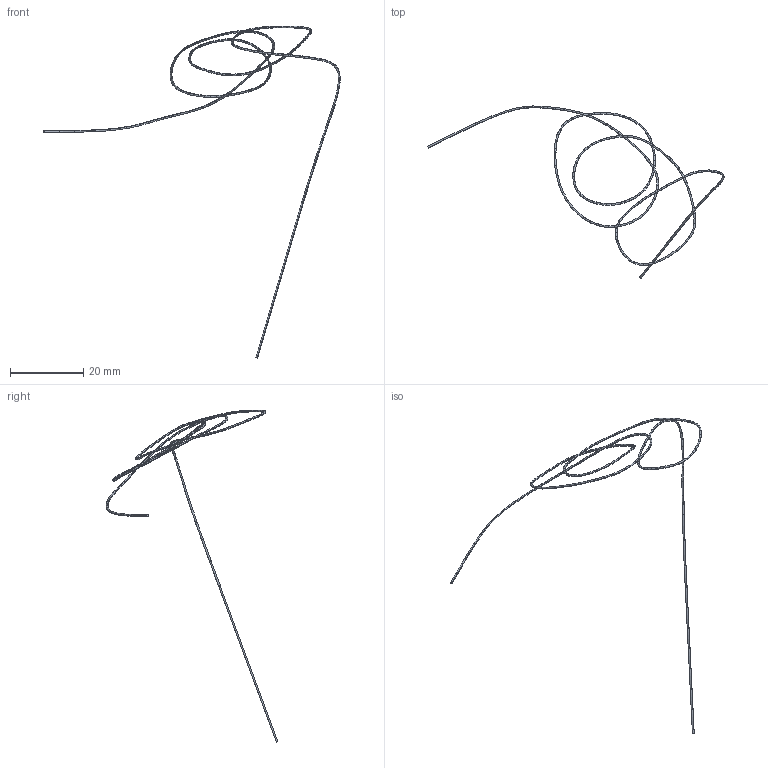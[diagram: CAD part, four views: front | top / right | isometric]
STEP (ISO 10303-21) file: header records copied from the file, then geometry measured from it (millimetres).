
FILE_DESCRIPTION(('STEP AP214'),'1');
FILE_NAME('Adult_DBS_10_Lead_Left.step','2024-02-05T22:24:52',(' '),('ANSOFT Corporation'),'Spatial InterOp 3D',' ',' ');
FILE_SCHEMA(('AUTOMOTIVE_DESIGN { 1 0 10303 214 1 1 1 1 }'));
Length unit declared in the file: millimetre
Products named in the file (1): Lead_left
Bounding box: 80.8 x 46.79 x 90.48 mm (x, y, z)
Volume: 82.8 mm3; surface area: 662.4 mm2
Topology: 1 solids, 1 shells, 406 faces, 1110 edges, 706 vertices
Faces by surface type: cylinder 404, plane 2
Entity records: 13168 total; most frequent: DIRECTION 2630, CARTESIAN_POINT 2223, ORIENTED_EDGE 2220, AXIS2_PLACEMENT_3D 1113, EDGE_CURVE 1110, VERTEX_POINT 706, ELLIPSE 680, ADVANCED_FACE 406
